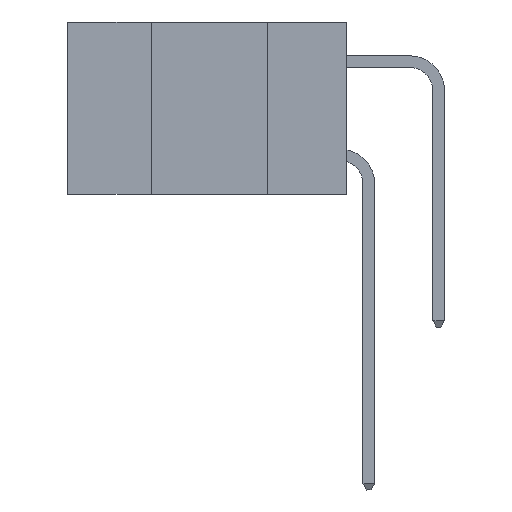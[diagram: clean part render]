
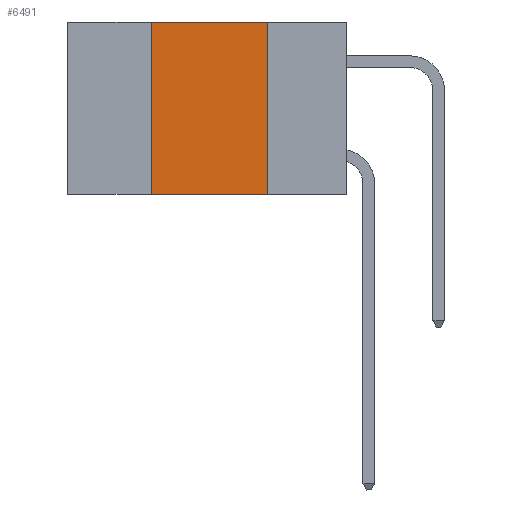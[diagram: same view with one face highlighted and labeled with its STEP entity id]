
A CAD part, left-side view. The second image highlights one B-rep face of the part: STEP entity #6491.
In plain terms, the highlighted planar face has unit normal (-1, 0, 0).
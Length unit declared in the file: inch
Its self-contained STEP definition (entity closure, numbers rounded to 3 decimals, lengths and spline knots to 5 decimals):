
#228 = ORIENTED_EDGE ( 'NONE', *, *, #4276, .T. ) ;
#406 = CARTESIAN_POINT ( 'NONE',  ( 0., 0.17, -0.37 ) ) ;
#1422 = LINE ( 'NONE', #5462, #12994 ) ;
#1970 = CARTESIAN_POINT ( 'NONE',  ( 0., 0.17, 0. ) ) ;
#2282 = CARTESIAN_POINT ( 'NONE',  ( 0., 0.6, -0.37 ) ) ;
#2422 = ORIENTED_EDGE ( 'NONE', *, *, #5831, .F. ) ;
#3191 = CARTESIAN_POINT ( 'NONE',  ( 0., 0.42, 0. ) ) ;
#3428 = EDGE_CURVE ( 'NONE', #12451, #6968, #1422, .T. ) ;
#4276 = EDGE_CURVE ( 'NONE', #12451, #11945, #10370, .T. ) ;
#5267 = DIRECTION ( 'NONE',  ( 0., 0., -1. ) ) ;
#5334 = EDGE_CURVE ( 'NONE', #6485, #11945, #12786, .T. ) ;
#5462 = CARTESIAN_POINT ( 'NONE',  ( 0., 0.42, 0. ) ) ;
#5483 = VECTOR ( 'NONE', #9250, 39.37008 ) ;
#5794 = CARTESIAN_POINT ( 'NONE',  ( 0., 0.6, 0. ) ) ;
#5826 = FACE_OUTER_BOUND ( 'NONE', #9988, .T. ) ;
#5831 = EDGE_CURVE ( 'NONE', #6968, #6485, #10636, .T. ) ;
#5934 = CARTESIAN_POINT ( 'NONE',  ( 0., 0.6, 0. ) ) ;
#6370 = CARTESIAN_POINT ( 'NONE',  ( 0., 0.42, -0.37 ) ) ;
#6412 = CARTESIAN_POINT ( 'NONE',  ( 0., 0.17, 0. ) ) ;
#6485 = VERTEX_POINT ( 'NONE', #1970 ) ;
#6491 = ADVANCED_FACE ( 'NONE', ( #5826 ), #9875, .F. ) ;
#6968 = VERTEX_POINT ( 'NONE', #3191 ) ;
#7163 = VECTOR ( 'NONE', #11479, 39.37008 ) ;
#7621 = DIRECTION ( 'NONE',  ( 0., 0., 1. ) ) ;
#9250 = DIRECTION ( 'NONE',  ( 0., -1., 0. ) ) ;
#9490 = ORIENTED_EDGE ( 'NONE', *, *, #5334, .F. ) ;
#9875 = PLANE ( 'NONE',  #11736 ) ;
#9988 = EDGE_LOOP ( 'NONE', ( #9490, #2422, #12232, #228 ) ) ;
#10011 = VECTOR ( 'NONE', #5267, 39.37008 ) ;
#10370 = LINE ( 'NONE', #2282, #7163 ) ;
#10636 = LINE ( 'NONE', #5934, #5483 ) ;
#11062 = DIRECTION ( 'NONE',  ( 1., 0., 0. ) ) ;
#11479 = DIRECTION ( 'NONE',  ( 0., -1., 0. ) ) ;
#11736 = AXIS2_PLACEMENT_3D ( 'NONE', #5794, #11062, #13023 ) ;
#11945 = VERTEX_POINT ( 'NONE', #406 ) ;
#12232 = ORIENTED_EDGE ( 'NONE', *, *, #3428, .F. ) ;
#12451 = VERTEX_POINT ( 'NONE', #6370 ) ;
#12786 = LINE ( 'NONE', #6412, #10011 ) ;
#12994 = VECTOR ( 'NONE', #7621, 39.37008 ) ;
#13023 = DIRECTION ( 'NONE',  ( 0., 0., -1. ) ) ;
